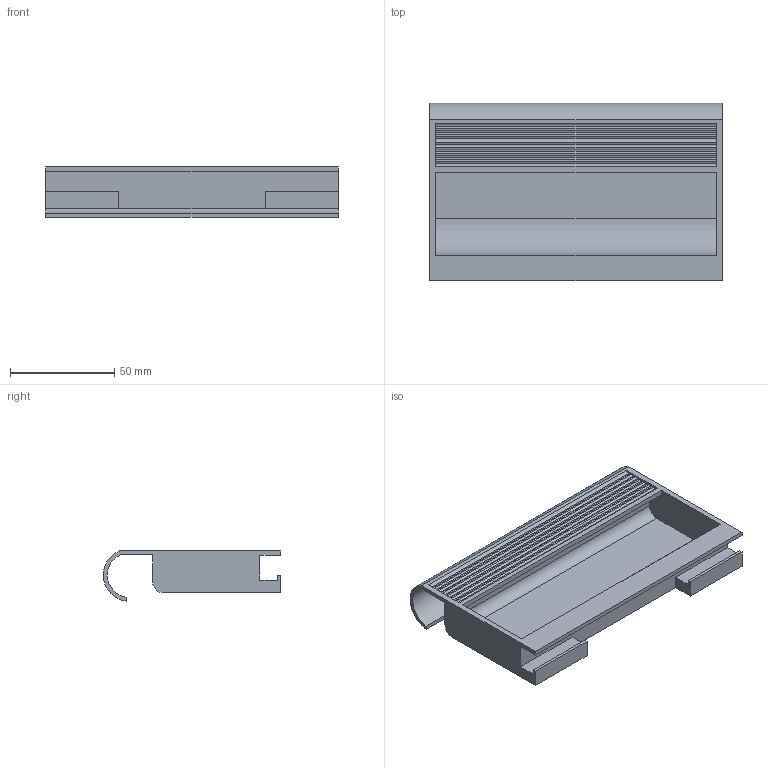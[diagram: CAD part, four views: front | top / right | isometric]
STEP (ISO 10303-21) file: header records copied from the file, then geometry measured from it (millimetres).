
FILE_DESCRIPTION (( 'STEP AP214' ), '1' );
FILE_NAME ('F000391,F000392_3D.step', '2022-10-10T14:00:43', ( '' ), ( '' ), 'SwSTEP 2.0', 'SolidWorks 2020', '' );
FILE_SCHEMA (( 'AUTOMOTIVE_DESIGN' ));
Length unit declared in the file: millimetre
Products named in the file (1): F000391,F000392_3D
Bounding box: 140 x 84.99 x 24.02 mm (x, y, z)
Volume: 56728.6 mm3; surface area: 47185.6 mm2
Topology: 1 solids, 1 shells, 53 faces, 147 edges, 98 vertices
Faces by surface type: plane 28, cylinder 25
Entity records: 1745 total; most frequent: DIRECTION 305, CARTESIAN_POINT 299, ORIENTED_EDGE 294, EDGE_CURVE 147, AXIS2_PLACEMENT_3D 104, VERTEX_POINT 98, LINE 97, VECTOR 97
